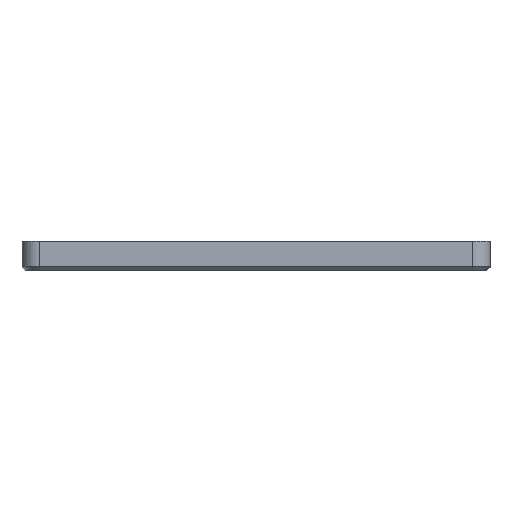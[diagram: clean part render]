
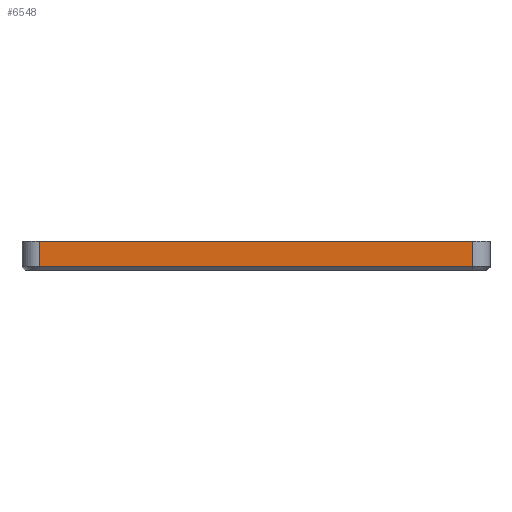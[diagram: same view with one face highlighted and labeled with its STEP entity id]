
A CAD part, top view. The second image highlights one B-rep face of the part: STEP entity #6548.
In plain terms, the highlighted planar face has unit normal (0, 0, 1).
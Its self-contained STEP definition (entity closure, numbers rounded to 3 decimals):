
#158 = DIRECTION ( 'NONE',  ( 1., 0., 0. ) ) ;
#380 = PLANE ( 'NONE',  #4820 ) ;
#475 = EDGE_LOOP ( 'NONE', ( #5275, #6583, #1351, #7559 ) ) ;
#508 = CARTESIAN_POINT ( 'NONE',  ( -47.4, 0.8, 46.2 ) ) ;
#863 = CARTESIAN_POINT ( 'NONE',  ( -47.4, 6.3, 46.2 ) ) ;
#1109 = CARTESIAN_POINT ( 'NONE',  ( 47.4, 1.5, 46.2 ) ) ;
#1351 = ORIENTED_EDGE ( 'NONE', *, *, #6380, .T. ) ;
#1410 = VERTEX_POINT ( 'NONE', #508 ) ;
#1635 = VECTOR ( 'NONE', #158, 1000. ) ;
#2605 = EDGE_CURVE ( 'NONE', #2699, #6487, #5563, .T. ) ;
#2699 = VERTEX_POINT ( 'NONE', #863 ) ;
#2996 = CARTESIAN_POINT ( 'NONE',  ( -47.4, 1.5, 46.2 ) ) ;
#3076 = DIRECTION ( 'NONE',  ( -1., 0., 0. ) ) ;
#3185 = VECTOR ( 'NONE', #3733, 1000. ) ;
#3244 = EDGE_CURVE ( 'NONE', #1410, #7501, #4269, .T. ) ;
#3384 = FACE_OUTER_BOUND ( 'NONE', #475, .T. ) ;
#3733 = DIRECTION ( 'NONE',  ( 0., -1., 0. ) ) ;
#4269 = LINE ( 'NONE', #7394, #7420 ) ;
#4688 = LINE ( 'NONE', #1109, #6722 ) ;
#4820 = AXIS2_PLACEMENT_3D ( 'NONE', #4902, #6705, #3076 ) ;
#4896 = LINE ( 'NONE', #2996, #3185 ) ;
#4902 = CARTESIAN_POINT ( 'NONE',  ( -51.2, 1.5, 46.2 ) ) ;
#4983 = CARTESIAN_POINT ( 'NONE',  ( -51.2, 6.3, 46.2 ) ) ;
#5275 = ORIENTED_EDGE ( 'NONE', *, *, #7534, .T. ) ;
#5563 = LINE ( 'NONE', #4983, #1635 ) ;
#6164 = DIRECTION ( 'NONE',  ( 1., 0., 0. ) ) ;
#6380 = EDGE_CURVE ( 'NONE', #7501, #6487, #4688, .T. ) ;
#6487 = VERTEX_POINT ( 'NONE', #6851 ) ;
#6548 = ADVANCED_FACE ( 'NONE', ( #3384 ), #380, .F. ) ;
#6583 = ORIENTED_EDGE ( 'NONE', *, *, #3244, .T. ) ;
#6705 = DIRECTION ( 'NONE',  ( 0., 0., -1. ) ) ;
#6722 = VECTOR ( 'NONE', #7149, 1000. ) ;
#6851 = CARTESIAN_POINT ( 'NONE',  ( 47.4, 6.3, 46.2 ) ) ;
#7149 = DIRECTION ( 'NONE',  ( 0., 1., 0. ) ) ;
#7218 = CARTESIAN_POINT ( 'NONE',  ( 47.4, 0.8, 46.2 ) ) ;
#7394 = CARTESIAN_POINT ( 'NONE',  ( 47.4, 0.8, 46.2 ) ) ;
#7420 = VECTOR ( 'NONE', #6164, 1000. ) ;
#7501 = VERTEX_POINT ( 'NONE', #7218 ) ;
#7534 = EDGE_CURVE ( 'NONE', #2699, #1410, #4896, .T. ) ;
#7559 = ORIENTED_EDGE ( 'NONE', *, *, #2605, .F. ) ;
